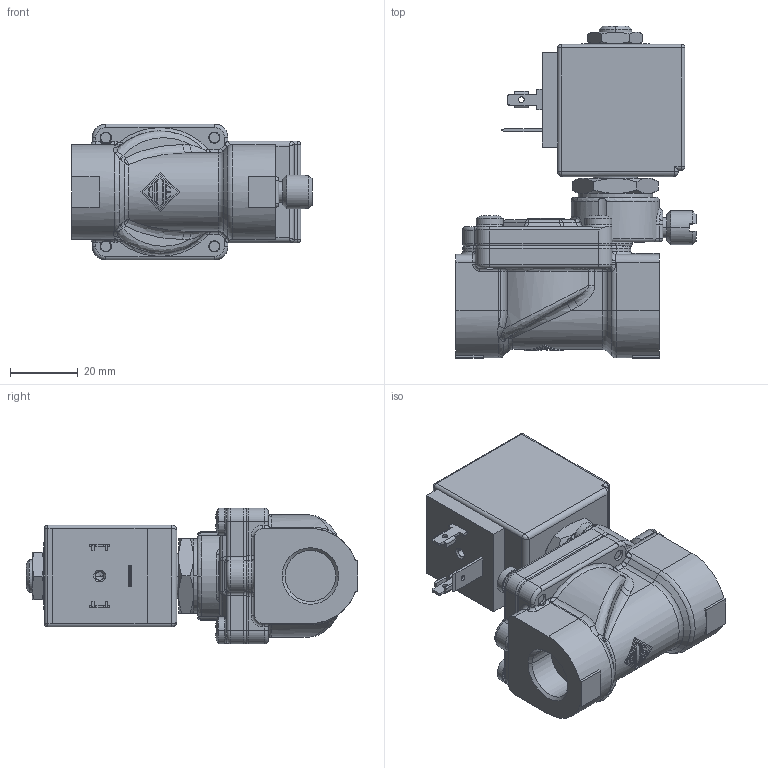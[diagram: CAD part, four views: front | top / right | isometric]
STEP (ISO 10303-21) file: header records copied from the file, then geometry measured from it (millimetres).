
FILE_DESCRIPTION((''),'2;1');
FILE_NAME('21WA3K0B130_M_BDA_INGOMBRO_ASM','2009-07-08T',('romeri'),('O.D.E.'),'PRO/ENGINEER BY PARAMETRIC TECHNOLOGY CORPORATION, 2005450','PRO/ENGINEER BY PARAMETRIC TECHNOLOGY CORPORATION, 2005450','');
FILE_SCHEMA(('CONFIG_CONTROL_DESIGN'));
Length unit declared in the file: millimetre
Products named in the file (9): 450WA3_INGOMBRO; 452182_INGOMBRO; 450606_INGOMBRO; 990445; BOBINA_8_W_INGOMBRO; 450145; 450146; 451772_INGOMBRO; 21WA3K0B130_M_BDA_INGOMBRO_ASM
Assembly tree (11 placements, depth 2):
  21WA3K0B130_M_BDA_INGOMBRO_ASM
    450WA3_INGOMBRO
    452182_INGOMBRO
    450606_INGOMBRO
    990445  x4
    BOBINA_8_W_INGOMBRO
    450145
    450146
    451772_INGOMBRO
Bounding box: 70.8 x 97.85 x 40 mm (x, y, z)
Volume: 101961.5 mm3; surface area: 38099 mm2
Topology: 11 solids, 17 shells, 898 faces, 2117 edges, 1286 vertices
Faces by surface type: plane 379, cylinder 257, torus 97, cone 67, bspline 66, sphere 32
Entity records: 36649 total; most frequent: CARTESIAN_POINT 7546, DIRECTION 3954, ORIENTED_EDGE 3864, PRESENTATION_STYLE_ASSIGNMENT 2443, EDGE_CURVE 1935, STYLED_ITEM 1856, CURVE_STYLE 1805, AXIS2_PLACEMENT_3D 1528
